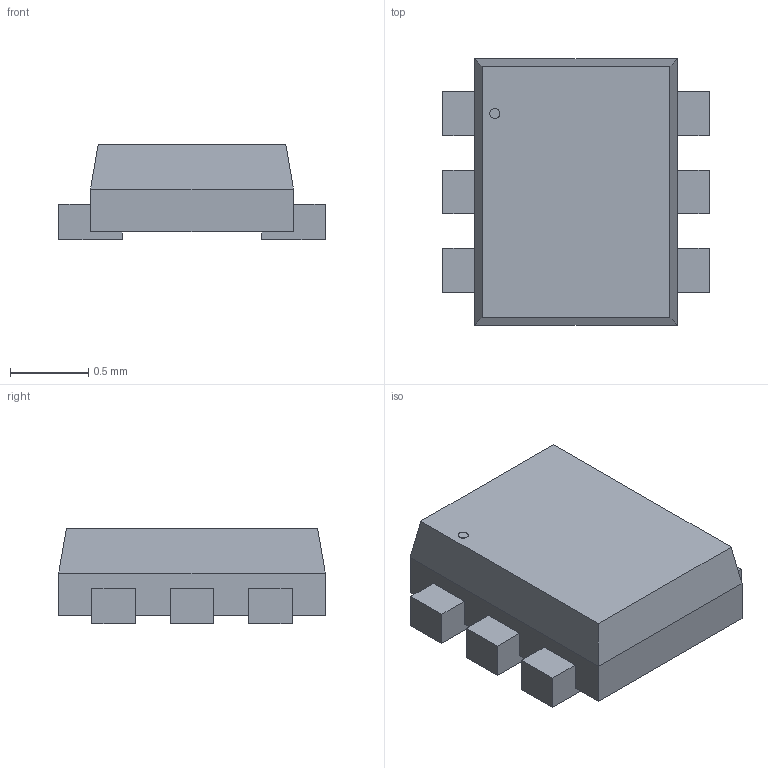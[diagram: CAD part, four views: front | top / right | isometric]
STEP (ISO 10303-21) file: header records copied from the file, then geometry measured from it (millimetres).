
FILE_DESCRIPTION(('STEP AP214'),'1');
FILE_NAME('TPS564242DRLR_TEX','2024-11-12T06:54:29',(''),(''),'','','');
FILE_SCHEMA(('AUTOMOTIVE_DESIGN'));
Length unit declared in the file: millimetre
Products named in the file (1): product
Bounding box: 1.7 x 1.7 x 0.61 mm (x, y, z)
Volume: 1.3 mm3; surface area: 10.3 mm2
Topology: 8 solids, 8 shells, 61 faces, 131 edges, 86 vertices
Faces by surface type: plane 60, cylinder 1
Full cylindrical faces by diameter (mm): 0.065 x1
Entity records: 1701 total; most frequent: ORIENTED_EDGE 260, DIRECTION 258, CARTESIAN_POINT 151, EDGE_CURVE 130, LINE 128, VECTOR 128, VERTEX_POINT 86, AXIS2_PLACEMENT_3D 65
